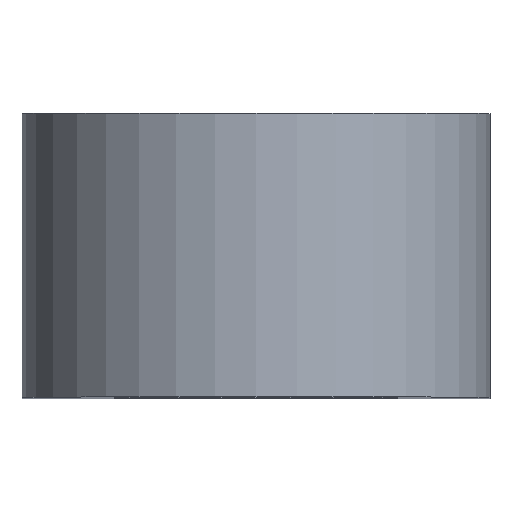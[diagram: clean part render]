
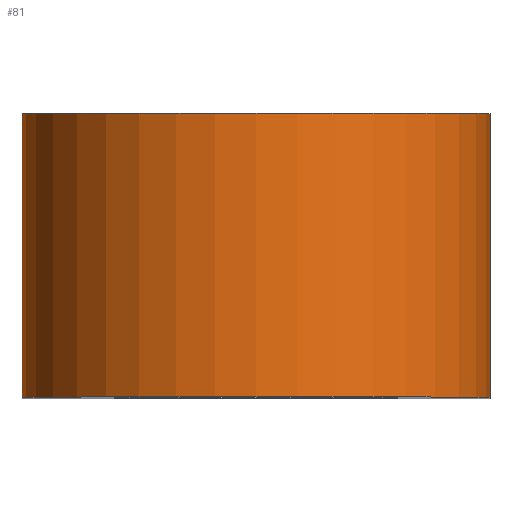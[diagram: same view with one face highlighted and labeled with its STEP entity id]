
A CAD part, top view. The second image highlights one B-rep face of the part: STEP entity #81.
In plain terms, the highlighted cylindrical face has radius 4.95 mm (diameter 9.899 mm), a partial arc.
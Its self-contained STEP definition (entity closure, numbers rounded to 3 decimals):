
#18 = DIRECTION ( 'NONE',  ( 0., -1., 0. ) ) ;
#45 = EDGE_CURVE ( 'NONE', #441, #124, #51, .T. ) ;
#51 = CIRCLE ( 'NONE', #213, 4.95 ) ;
#81 = ADVANCED_FACE ( 'NONE', ( #88 ), #293, .T. ) ;
#88 = FACE_OUTER_BOUND ( 'NONE', #245, .T. ) ;
#102 = LINE ( 'NONE', #190, #494 ) ;
#111 = CARTESIAN_POINT ( 'NONE',  ( 4.95, 3., 0. ) ) ;
#114 = ORIENTED_EDGE ( 'NONE', *, *, #45, .F. ) ;
#121 = ORIENTED_EDGE ( 'NONE', *, *, #202, .F. ) ;
#124 = VERTEX_POINT ( 'NONE', #308 ) ;
#128 = DIRECTION ( 'NONE',  ( 0., 0., 1. ) ) ;
#136 = CIRCLE ( 'NONE', #533, 4.95 ) ;
#146 = DIRECTION ( 'NONE',  ( 0., 0., -1. ) ) ;
#153 = VERTEX_POINT ( 'NONE', #386 ) ;
#171 = EDGE_CURVE ( 'NONE', #441, #283, #102, .T. ) ;
#182 = CARTESIAN_POINT ( 'NONE',  ( 0., -3., 0. ) ) ;
#189 = EDGE_CURVE ( 'NONE', #283, #153, #136, .T. ) ;
#190 = CARTESIAN_POINT ( 'NONE',  ( -4.95, 3., 0. ) ) ;
#202 = EDGE_CURVE ( 'NONE', #124, #153, #486, .T. ) ;
#213 = AXIS2_PLACEMENT_3D ( 'NONE', #503, #260, #128 ) ;
#245 = EDGE_LOOP ( 'NONE', ( #479, #121, #114, #365 ) ) ;
#253 = CARTESIAN_POINT ( 'NONE',  ( 0., 3., 0. ) ) ;
#260 = DIRECTION ( 'NONE',  ( 0., 1., 0. ) ) ;
#283 = VERTEX_POINT ( 'NONE', #326 ) ;
#293 = CYLINDRICAL_SURFACE ( 'NONE', #382, 4.95 ) ;
#295 = DIRECTION ( 'NONE',  ( 0., -1., 0. ) ) ;
#303 = DIRECTION ( 'NONE',  ( 0., 0., 1. ) ) ;
#308 = CARTESIAN_POINT ( 'NONE',  ( 4.95, 3., 0. ) ) ;
#326 = CARTESIAN_POINT ( 'NONE',  ( -4.95, -3., 0. ) ) ;
#343 = DIRECTION ( 'NONE',  ( 0., 1., 0. ) ) ;
#365 = ORIENTED_EDGE ( 'NONE', *, *, #171, .T. ) ;
#380 = CARTESIAN_POINT ( 'NONE',  ( -4.95, 3., 0. ) ) ;
#382 = AXIS2_PLACEMENT_3D ( 'NONE', #253, #295, #146 ) ;
#386 = CARTESIAN_POINT ( 'NONE',  ( 4.95, -3., 0. ) ) ;
#441 = VERTEX_POINT ( 'NONE', #380 ) ;
#479 = ORIENTED_EDGE ( 'NONE', *, *, #189, .T. ) ;
#486 = LINE ( 'NONE', #111, #543 ) ;
#494 = VECTOR ( 'NONE', #18, 1000. ) ;
#503 = CARTESIAN_POINT ( 'NONE',  ( 0., 3., 0. ) ) ;
#518 = DIRECTION ( 'NONE',  ( 0., -1., 0. ) ) ;
#533 = AXIS2_PLACEMENT_3D ( 'NONE', #182, #343, #303 ) ;
#543 = VECTOR ( 'NONE', #518, 1000. ) ;
